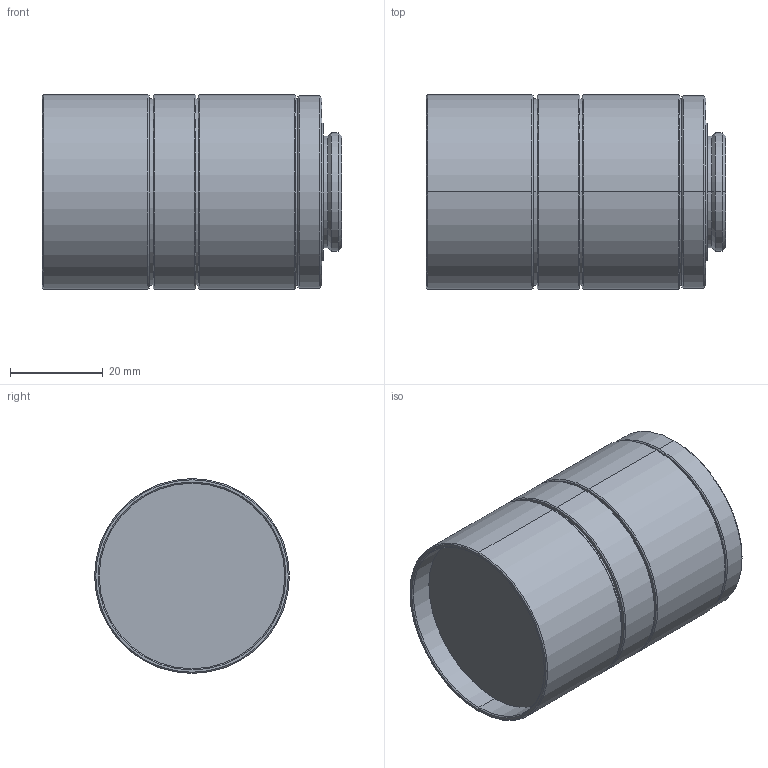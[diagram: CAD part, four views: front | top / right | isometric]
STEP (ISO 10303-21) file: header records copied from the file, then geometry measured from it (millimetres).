
FILE_DESCRIPTION (( 'STEP AP214' ), '1' );
FILE_NAME ('FL-BC3518-9M.STEP', '2015-03-26T14:50:47', ( '' ), ( '' ), 'SwSTEP 2.0', 'SolidWorks 2015', '' );
FILE_SCHEMA (( 'AUTOMOTIVE_DESIGN' ));
Length unit declared in the file: millimetre
Products named in the file (1): FL-BC3518-9M
Bounding box: 64.5 x 42 x 42 mm (x, y, z)
Volume: 78877 mm3; surface area: 12121.2 mm2
Topology: 1 solids, 1 shells, 55 faces, 108 edges, 64 vertices
Faces by surface type: cone 24, cylinder 20, plane 11
Entity records: 1448 total; most frequent: DIRECTION 284, CARTESIAN_POINT 228, ORIENTED_EDGE 216, AXIS2_PLACEMENT_3D 120, EDGE_CURVE 108, CIRCLE 64, VERTEX_POINT 64, EDGE_LOOP 64
